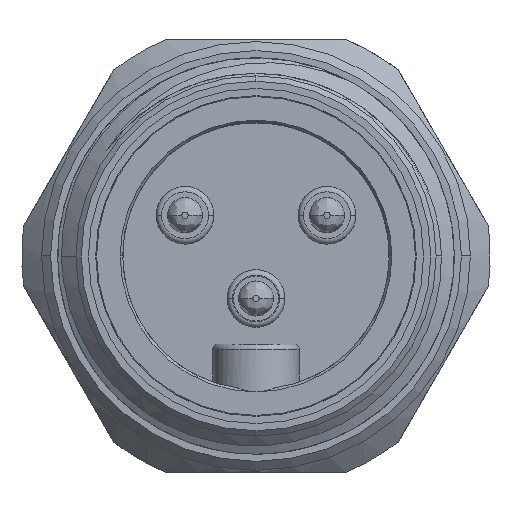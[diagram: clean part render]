
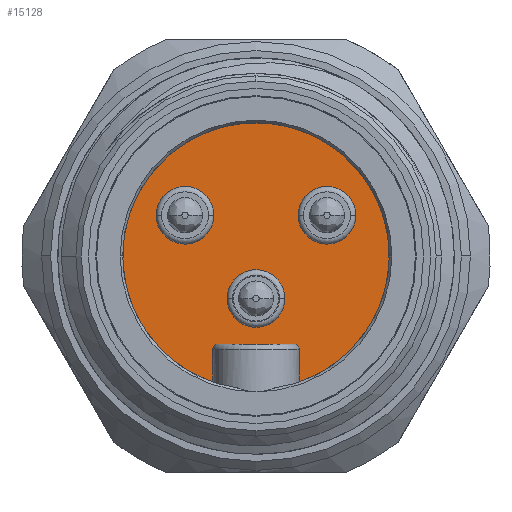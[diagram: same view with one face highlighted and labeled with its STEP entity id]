
A CAD part, front view. The second image highlights one B-rep face of the part: STEP entity #15128.
In plain terms, the highlighted planar face has unit normal (0, -1, 0).
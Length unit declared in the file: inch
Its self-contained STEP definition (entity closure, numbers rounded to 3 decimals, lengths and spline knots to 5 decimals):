
#5586=DIRECTION('',(1.,0.,0.));
#5587=VECTOR('',#5586,0.16535);
#5588=CARTESIAN_POINT('',(-0.08268,-0.11024,
-0.19252));
#5589=LINE('',#5588,#5587);
#5595=CARTESIAN_POINT('',(0.08268,-0.11024,
-0.20433));
#5596=DIRECTION('',(0.,1.,0.));
#5597=DIRECTION('',(0.,0.,1.));
#5598=AXIS2_PLACEMENT_3D('',#5595,#5596,#5597);
#5604=DIRECTION('',(0.,0.,-1.));
#5605=VECTOR('',#5604,0.07126);
#5606=CARTESIAN_POINT('',(0.09449,-0.11024,
-0.20433));
#5607=LINE('',#5606,#5605);
#5608=CARTESIAN_POINT('',(0.,-0.11024,0.));
#5609=DIRECTION('',(0.,1.,0.));
#5610=DIRECTION('',(-0.324,0.,-0.946));
#5611=AXIS2_PLACEMENT_3D('',#5608,#5609,#5610);
#5613=CARTESIAN_POINT('',(-0.15512,-0.11024,
0.08898));
#5614=DIRECTION('',(0.,-1.,0.));
#5615=DIRECTION('',(1.,0.,0.));
#5616=AXIS2_PLACEMENT_3D('',#5613,#5614,#5615);
#5618=CARTESIAN_POINT('',(-0.15512,-0.11024,
0.08898));
#5619=DIRECTION('',(0.,-1.,0.));
#5620=DIRECTION('',(-1.,0.,0.));
#5621=AXIS2_PLACEMENT_3D('',#5618,#5619,#5620);
#5623=CARTESIAN_POINT('',(0.15512,-0.11024,
0.08898));
#5624=DIRECTION('',(0.,-1.,0.));
#5625=DIRECTION('',(1.,0.,0.));
#5626=AXIS2_PLACEMENT_3D('',#5623,#5624,#5625);
#5628=CARTESIAN_POINT('',(0.15512,-0.11024,
0.08898));
#5629=DIRECTION('',(0.,-1.,0.));
#5630=DIRECTION('',(-1.,0.,0.));
#5631=AXIS2_PLACEMENT_3D('',#5628,#5629,#5630);
#5633=CARTESIAN_POINT('',(0.,-0.11024,-0.09291));
#5634=DIRECTION('',(0.,-1.,0.));
#5635=DIRECTION('',(1.,0.,0.));
#5636=AXIS2_PLACEMENT_3D('',#5633,#5634,#5635);
#5638=CARTESIAN_POINT('',(0.,-0.11024,-0.09291));
#5639=DIRECTION('',(0.,-1.,0.));
#5640=DIRECTION('',(-1.,0.,0.));
#5641=AXIS2_PLACEMENT_3D('',#5638,#5639,#5640);
#5643=CARTESIAN_POINT('',(-0.08268,-0.11024,
-0.20433));
#5644=DIRECTION('',(0.,1.,0.));
#5645=DIRECTION('',(-1.,0.,0.));
#5646=AXIS2_PLACEMENT_3D('',#5643,#5644,#5645);
#5652=DIRECTION('',(0.,0.,1.));
#5653=VECTOR('',#5652,0.07126);
#5654=CARTESIAN_POINT('',(-0.09449,-0.11024,
-0.27559));
#5655=LINE('',#5654,#5653);
#7357=CARTESIAN_POINT('',(-0.09449,-0.11024,
-0.27559));
#7358=VERTEX_POINT('',#7357);
#7359=CARTESIAN_POINT('',(0.09449,-0.11024,
-0.27559));
#7360=VERTEX_POINT('',#7359);
#7361=CARTESIAN_POINT('',(-0.09213,-0.11024,
0.08898));
#7362=CARTESIAN_POINT('',(-0.21811,-0.11024,
0.08898));
#7363=VERTEX_POINT('',#7361);
#7364=VERTEX_POINT('',#7362);
#7365=CARTESIAN_POINT('',(0.21811,-0.11024,
0.08898));
#7366=CARTESIAN_POINT('',(0.09213,-0.11024,
0.08898));
#7367=VERTEX_POINT('',#7365);
#7368=VERTEX_POINT('',#7366);
#7369=CARTESIAN_POINT('',(0.06299,-0.11024,
-0.09291));
#7370=CARTESIAN_POINT('',(-0.06299,-0.11024,
-0.09291));
#7371=VERTEX_POINT('',#7369);
#7372=VERTEX_POINT('',#7370);
#7398=CARTESIAN_POINT('',(0.09449,-0.11024,
-0.20433));
#7400=VERTEX_POINT('',#7398);
#7402=CARTESIAN_POINT('',(0.08268,-0.11024,
-0.19252));
#7404=VERTEX_POINT('',#7402);
#7409=CARTESIAN_POINT('',(-0.08268,-0.11024,
-0.19252));
#7410=VERTEX_POINT('',#7409);
#7411=CARTESIAN_POINT('',(-0.09449,-0.11024,
-0.20433));
#7412=VERTEX_POINT('',#7411);
#15095=CARTESIAN_POINT('',(-0.14567,-0.11024,0.));
#15096=DIRECTION('',(0.,-1.,0.));
#15097=DIRECTION('',(0.,0.,-1.));
#15098=AXIS2_PLACEMENT_3D('',#15095,#15096,#15097);
#15099=PLANE('',#15098);
#15100=ORIENTED_EDGE('',*,*,#15088,.F.);
#15101=ORIENTED_EDGE('',*,*,#15077,.F.);
#15102=ORIENTED_EDGE('',*,*,#15063,.F.);
#15104=ORIENTED_EDGE('',*,*,#15103,.F.);
#15106=ORIENTED_EDGE('',*,*,#15105,.F.);
#15107=ORIENTED_EDGE('',*,*,#14996,.T.);
#15108=EDGE_LOOP('',(#15100,#15101,#15102,#15104,#15106,#15107));
#15109=FACE_OUTER_BOUND('',#15108,.F.);
#15111=ORIENTED_EDGE('',*,*,#15110,.T.);
#15113=ORIENTED_EDGE('',*,*,#15112,.T.);
#15114=EDGE_LOOP('',(#15111,#15113));
#15115=FACE_BOUND('',#15114,.F.);
#15117=ORIENTED_EDGE('',*,*,#15116,.T.);
#15119=ORIENTED_EDGE('',*,*,#15118,.T.);
#15120=EDGE_LOOP('',(#15117,#15119));
#15121=FACE_BOUND('',#15120,.F.);
#15123=ORIENTED_EDGE('',*,*,#15122,.T.);
#15125=ORIENTED_EDGE('',*,*,#15124,.T.);
#15126=EDGE_LOOP('',(#15123,#15125));
#15127=FACE_BOUND('',#15126,.F.);
#15128=ADVANCED_FACE('',(#15109,#15115,#15121,#15127),#15099,.T.);
#5599=CIRCLE('',#5598,0.01181);
#5612=CIRCLE('',#5611,0.29134);
#5617=CIRCLE('',#5616,0.06299);
#5622=CIRCLE('',#5621,0.06299);
#5627=CIRCLE('',#5626,0.06299);
#5632=CIRCLE('',#5631,0.06299);
#5637=CIRCLE('',#5636,0.06299);
#5642=CIRCLE('',#5641,0.06299);
#5647=CIRCLE('',#5646,0.01181);
#14996=EDGE_CURVE('',#7358,#7360,#5612,.T.);
#15063=EDGE_CURVE('',#7410,#7404,#5589,.T.);
#15077=EDGE_CURVE('',#7404,#7400,#5599,.T.);
#15088=EDGE_CURVE('',#7400,#7360,#5607,.T.);
#15103=EDGE_CURVE('',#7412,#7410,#5647,.T.);
#15105=EDGE_CURVE('',#7358,#7412,#5655,.T.);
#15110=EDGE_CURVE('',#7363,#7364,#5617,.T.);
#15112=EDGE_CURVE('',#7364,#7363,#5622,.T.);
#15116=EDGE_CURVE('',#7367,#7368,#5627,.T.);
#15118=EDGE_CURVE('',#7368,#7367,#5632,.T.);
#15122=EDGE_CURVE('',#7371,#7372,#5637,.T.);
#15124=EDGE_CURVE('',#7372,#7371,#5642,.T.);
